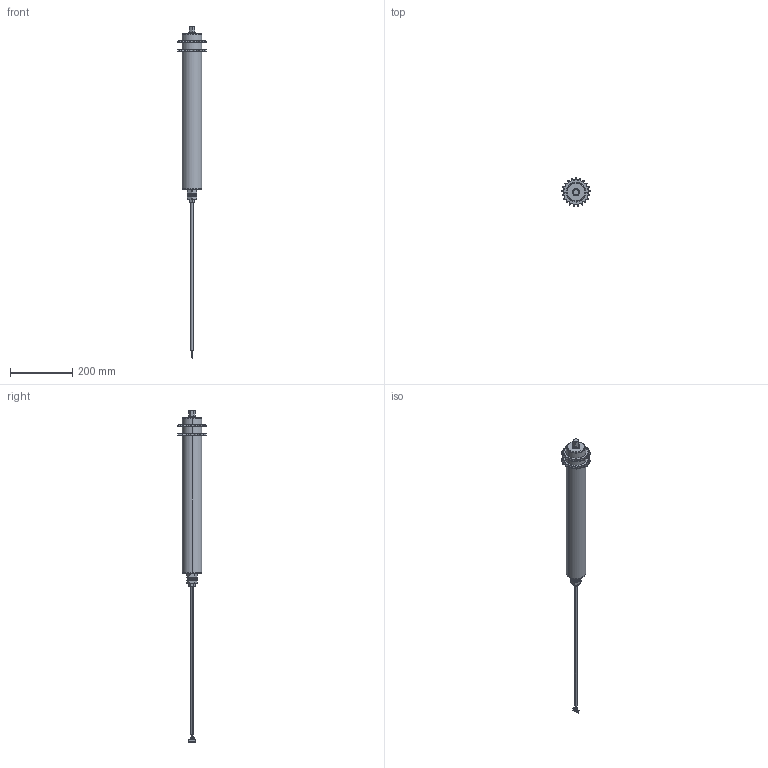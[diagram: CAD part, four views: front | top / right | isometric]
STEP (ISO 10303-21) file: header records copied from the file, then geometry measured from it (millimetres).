
FILE_DESCRIPTION (( 'STEP AP203' ), '1' );
FILE_NAME ('PR-PD-63-500-仩仩YSDY_01-AK-22D014.STEP', '2022-04-15T09:35:22', ( 'giju' ), ( 'HP Inc.' ), 'SwSTEP 2.0', 'SolidWorks 2021', '' );
FILE_SCHEMA (( 'CONFIG_CONTROL_DESIGN' ));
Length unit declared in the file: millimetre
Products named in the file (1): PR-PD-63-500-仩仩YSDY_01-AK-22D014
Bounding box: 91.81 x 91.56 x 1068 mm (x, y, z)
Volume: 1663718.5 mm3; surface area: 148386.8 mm2
Topology: 10 solids, 10 shells, 722 faces, 1979 edges, 1304 vertices
Faces by surface type: plane 386, cylinder 196, torus 88, cone 30, bspline 22
Entity records: 24904 total; most frequent: CARTESIAN_POINT 6525, ORIENTED_EDGE 3958, DIRECTION 3678, EDGE_CURVE 1979, VERTEX_POINT 1304, AXIS2_PLACEMENT_3D 1239, VECTOR 1200, LINE 1200
